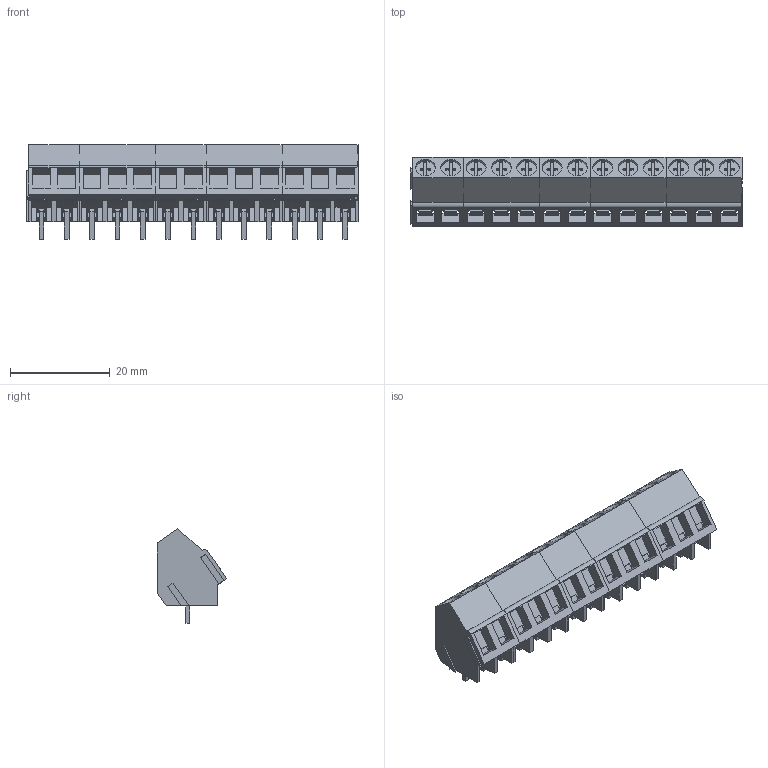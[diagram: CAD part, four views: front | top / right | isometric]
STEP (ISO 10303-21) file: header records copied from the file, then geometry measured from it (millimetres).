
FILE_DESCRIPTION(('CATIA V5 STEP Exchange','CAx-IF Rec.Pracs.--- Model Styling and Organization---1.2---2011-12-15'),'2;1');
FILE_NAME ('D1465162_0_9994640000_9994640000.stp','2018-03-31T06:32:55+00:00',('none'),('Weidmueller'),'CATIA Version 5-6 Release 2014','CATIA V5 STEP AP214','none');
FILE_SCHEMA(('AUTOMOTIVE_DESIGN { 1 0 10303 214 1 1 1 1 }'));
Length unit declared in the file: millimetre
Products named in the file (1): 9994640000
Bounding box: 66.59 x 13.9 x 19 mm (x, y, z)
Volume: 7652.1 mm3; surface area: 8868.2 mm2
Topology: 31 solids, 31 shells, 1071 faces, 2988 edges, 1992 vertices
Faces by surface type: plane 988, cylinder 83
Entity records: 33031 total; most frequent: ORIENTED_EDGE 5976, CARTESIAN_POINT 5779, DIRECTION 4566, EDGE_CURVE 2988, VECTOR 2770, LINE 2770, VERTEX_POINT 1992, EDGE_LOOP 1110
